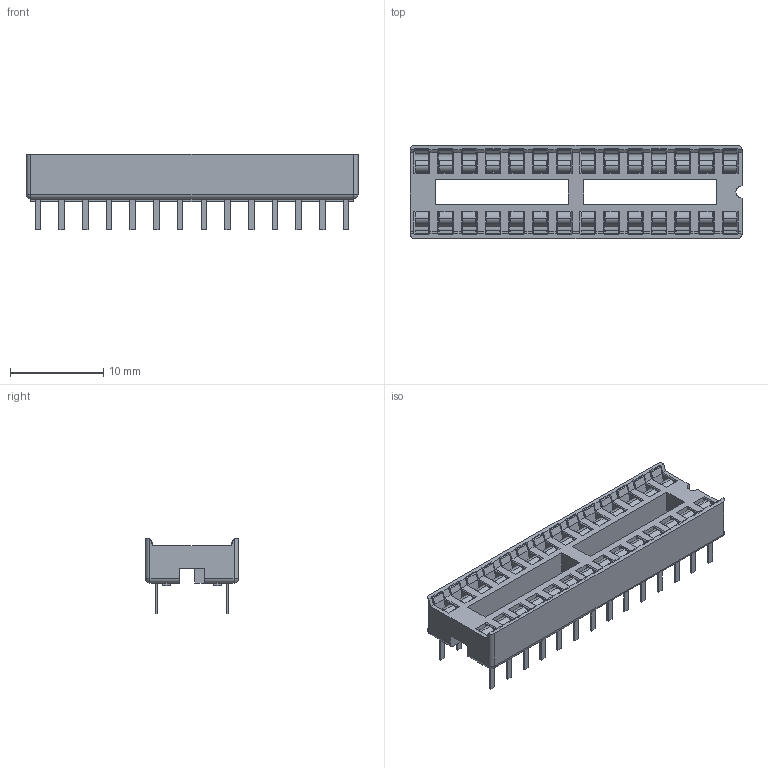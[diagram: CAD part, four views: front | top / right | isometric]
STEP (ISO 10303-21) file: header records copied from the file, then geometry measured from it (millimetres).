
FILE_DESCRIPTION(('STEP AP242'),'1');
FILE_NAME('1-2199298-9.stp','2022-07-25T00:10:30',('TraceParts'),('TraceParts S.A.'),'Spatial InterOp 3D',' ',' ');
FILE_SCHEMA(('AP242_MANAGED_MODEL_BASED_3D_ENGINEERING_MIM_LF {1 0 10303 442 1 1 4}'));
Length unit declared in the file: millimetre
Products named in the file (1): 1-2199298-9
Bounding box: 35.56 x 10 x 8.1 mm (x, y, z)
Volume: 1087.7 mm3; surface area: 1851.8 mm2
Topology: 1 solids, 1 shells, 937 faces, 2647 edges, 1710 vertices
Faces by surface type: plane 809, cylinder 124, sphere 4
Entity records: 29832 total; most frequent: CARTESIAN_POINT 5295, ORIENTED_EDGE 5294, DIRECTION 4771, EDGE_CURVE 2647, LINE 2399, VECTOR 2399, VERTEX_POINT 1710, AXIS2_PLACEMENT_3D 1186
